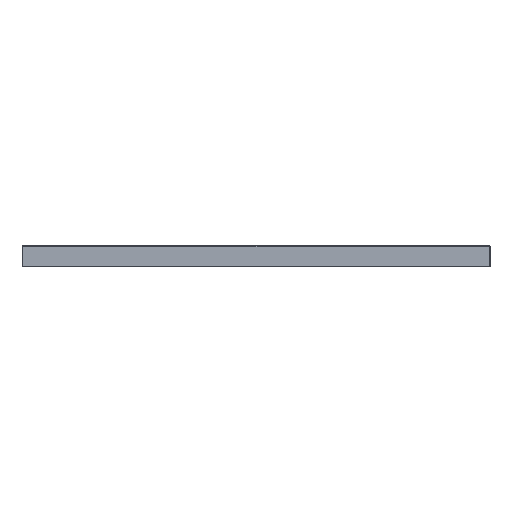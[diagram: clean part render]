
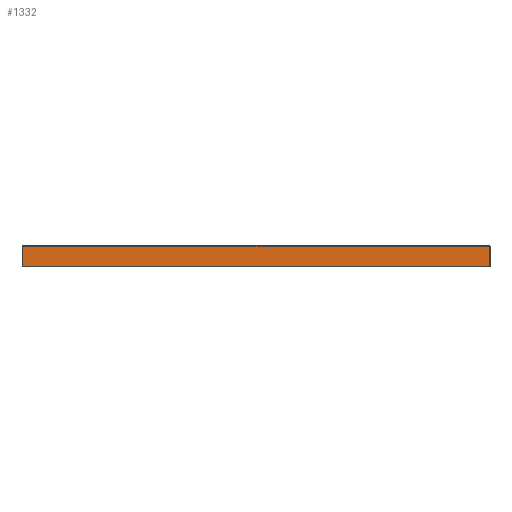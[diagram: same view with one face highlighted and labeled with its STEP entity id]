
A CAD part, left-side view. The second image highlights one B-rep face of the part: STEP entity #1332.
In plain terms, the highlighted planar face has unit normal (-1, 0, 0).
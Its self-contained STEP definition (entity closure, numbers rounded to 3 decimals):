
#330=PLANE('',#7337);
#477=LINE('',#51378,#892);
#478=LINE('',#51380,#893);
#479=LINE('',#51382,#894);
#892=VECTOR('',#7996,1.);
#893=VECTOR('',#7997,1.);
#894=VECTOR('',#7998,1.);
#1332=ADVANCED_FACE('',(#1903),#330,.T.);
#1903=FACE_OUTER_BOUND('',#2316,.T.);
#2316=EDGE_LOOP('',(#3302,#3303,#3304,#3305,#3306));
#3302=ORIENTED_EDGE('',*,*,#6109,.T.);
#3303=ORIENTED_EDGE('',*,*,#6110,.T.);
#3304=ORIENTED_EDGE('',*,*,#6111,.T.);
#3305=ORIENTED_EDGE('',*,*,#6112,.F.);
#3306=ORIENTED_EDGE('',*,*,#6113,.T.);
#5416=VERTEX_POINT('',#51350);
#5417=VERTEX_POINT('',#51351);
#5418=VERTEX_POINT('',#51377);
#5419=VERTEX_POINT('',#51379);
#5420=VERTEX_POINT('',#51381);
#6109=EDGE_CURVE('',#5416,#5417,#7134,.T.);
#6110=EDGE_CURVE('',#5417,#5418,#7135,.T.);
#6111=EDGE_CURVE('',#5418,#5419,#477,.T.);
#6112=EDGE_CURVE('',#5420,#5419,#478,.T.);
#6113=EDGE_CURVE('',#5420,#5416,#479,.T.);
#7134=B_SPLINE_CURVE_WITH_KNOTS('',3,(#51334,#51335,#51336,#51337,#51338,
#51339,#51340,#51341,#51342,#51343,#51344,#51345,#51346,#51347,#51348,#51349),
 .UNSPECIFIED.,.F.,.F.,(4,3,3,3,3,4),(0.,0.008,0.041,
0.172,0.697,1.),.UNSPECIFIED.);
#7135=B_SPLINE_CURVE_WITH_KNOTS('',3,(#51352,#51353,#51354,#51355,#51356,
#51357,#51358,#51359,#51360,#51361,#51362,#51363,#51364,#51365,#51366,#51367,
#51368,#51369,#51370,#51371,#51372,#51373,#51374,#51375,#51376),
 .UNSPECIFIED.,.F.,.F.,(4,3,3,3,3,3,3,3,4),(0.,0.007,0.033,
0.14,0.569,0.828,0.959,
0.992,1.),.UNSPECIFIED.);
#7337=AXIS2_PLACEMENT_3D('',#51383,#7999,#8000);
#7996=DIRECTION('',(0.,0.,-1.));
#7997=DIRECTION('',(0.,1.,0.));
#7998=DIRECTION('',(0.,0.,1.));
#7999=DIRECTION('',(-1.,0.,0.));
#8000=DIRECTION('',(0.,0.,1.));
#51334=CARTESIAN_POINT('',(-200.,-448.5,38.481));
#51335=CARTESIAN_POINT('',(-200.,-447.274,38.467));
#51336=CARTESIAN_POINT('',(-200.,-446.048,38.464));
#51337=CARTESIAN_POINT('',(-200.,-444.821,38.464));
#51338=CARTESIAN_POINT('',(-200.,-439.917,38.464));
#51339=CARTESIAN_POINT('',(-200.,-435.012,38.464));
#51340=CARTESIAN_POINT('',(-200.,-430.108,38.464));
#51341=CARTESIAN_POINT('',(-200.,-410.489,38.464));
#51342=CARTESIAN_POINT('',(-200.,-390.87,38.464));
#51343=CARTESIAN_POINT('',(-200.,-371.252,38.464));
#51344=CARTESIAN_POINT('',(-200.,-292.777,38.464));
#51345=CARTESIAN_POINT('',(-200.,-214.303,38.464));
#51346=CARTESIAN_POINT('',(-200.,-135.829,38.464));
#51347=CARTESIAN_POINT('',(-200.,-90.552,38.464));
#51348=CARTESIAN_POINT('',(-200.,-45.276,38.464));
#51349=CARTESIAN_POINT('',(-200.,0.,38.464));
#51350=CARTESIAN_POINT('',(-200.,-448.5,38.481));
#51351=CARTESIAN_POINT('',(-200.,0.,38.464));
#51352=CARTESIAN_POINT('',(-200.,0.,38.464));
#51353=CARTESIAN_POINT('',(-200.,1.,38.464));
#51354=CARTESIAN_POINT('',(-200.,2.,38.464));
#51355=CARTESIAN_POINT('',(-200.,3.,38.464));
#51356=CARTESIAN_POINT('',(-200.,7.,38.464));
#51357=CARTESIAN_POINT('',(-200.,11.,38.464));
#51358=CARTESIAN_POINT('',(-200.,15.,38.464));
#51359=CARTESIAN_POINT('',(-200.,31.,38.464));
#51360=CARTESIAN_POINT('',(-200.,47.,38.464));
#51361=CARTESIAN_POINT('',(-200.,63.,38.464));
#51362=CARTESIAN_POINT('',(-200.,127.,38.464));
#51363=CARTESIAN_POINT('',(-200.,191.,38.464));
#51364=CARTESIAN_POINT('',(-200.,255.,38.464));
#51365=CARTESIAN_POINT('',(-200.,293.751,38.464));
#51366=CARTESIAN_POINT('',(-200.,332.501,38.464));
#51367=CARTESIAN_POINT('',(-200.,371.252,38.464));
#51368=CARTESIAN_POINT('',(-200.,390.87,38.464));
#51369=CARTESIAN_POINT('',(-200.,410.489,38.464));
#51370=CARTESIAN_POINT('',(-200.,430.108,38.464));
#51371=CARTESIAN_POINT('',(-200.,435.012,38.464));
#51372=CARTESIAN_POINT('',(-200.,439.917,38.464));
#51373=CARTESIAN_POINT('',(-200.,444.821,38.464));
#51374=CARTESIAN_POINT('',(-200.,446.048,38.464));
#51375=CARTESIAN_POINT('',(-200.,447.274,38.467));
#51376=CARTESIAN_POINT('',(-200.,448.5,38.481));
#51377=CARTESIAN_POINT('',(-200.,448.5,38.481));
#51378=CARTESIAN_POINT('',(-200.,448.5,39.));
#51379=CARTESIAN_POINT('',(-200.,448.5,0.));
#51380=CARTESIAN_POINT('',(-200.,-450.,0.));
#51381=CARTESIAN_POINT('',(-200.,-448.5,0.));
#51382=CARTESIAN_POINT('',(-200.,-448.5,39.));
#51383=CARTESIAN_POINT('',(-200.,-450.,39.));
